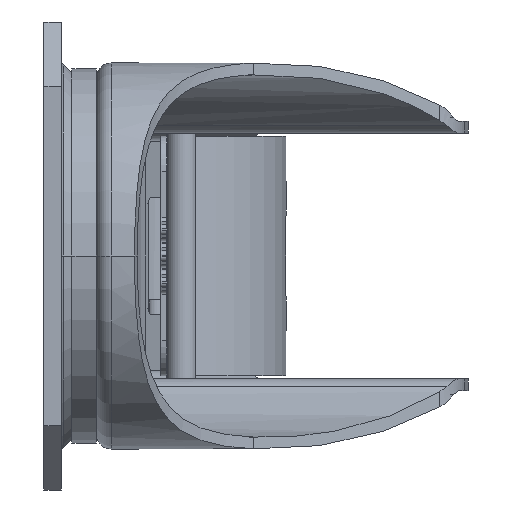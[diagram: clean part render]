
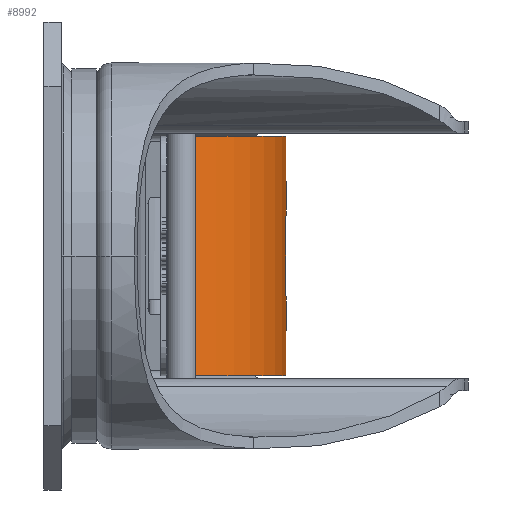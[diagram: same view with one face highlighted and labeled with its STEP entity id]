
A CAD part, left-side view. The second image highlights one B-rep face of the part: STEP entity #8992.
In plain terms, the highlighted cylindrical face has radius 23.731 mm (diameter 47.462 mm), a partial arc.
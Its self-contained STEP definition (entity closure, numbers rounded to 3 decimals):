
#135 = CARTESIAN_POINT ( 'NONE',  ( 82.812, -41.418, 7. ) ) ;
#304 = CARTESIAN_POINT ( 'NONE',  ( 82.674, -41.414, 7. ) ) ;
#438 = CARTESIAN_POINT ( 'NONE',  ( 81.754, -41.363, -6.275 ) ) ;
#545 = CARTESIAN_POINT ( 'NONE',  ( 82.812, -41.418, -7. ) ) ;
#1018 = CIRCLE ( 'NONE', #12548, 23.731 ) ;
#1220 = VECTOR ( 'NONE', #12064, 1000. ) ;
#1268 = CARTESIAN_POINT ( 'NONE',  ( 82.812, -41.418, 7. ) ) ;
#1270 = VERTEX_POINT ( 'NONE', #10239 ) ;
#1319 = CARTESIAN_POINT ( 'NONE',  ( 92.66, -39.589, 7. ) ) ;
#1324 = LINE ( 'NONE', #14365, #5938 ) ;
#1327 = CARTESIAN_POINT ( 'NONE',  ( 81.723, -41.361, 6.138 ) ) ;
#1843 = VERTEX_POINT ( 'NONE', #15933 ) ;
#2074 = FACE_OUTER_BOUND ( 'NONE', #4351, .T. ) ;
#2584 = ORIENTED_EDGE ( 'NONE', *, *, #15688, .F. ) ;
#3084 = VECTOR ( 'NONE', #7716, 1000. ) ;
#3434 = ORIENTED_EDGE ( 'NONE', *, *, #8797, .T. ) ;
#3473 = VERTEX_POINT ( 'NONE', #5739 ) ;
#3557 = CARTESIAN_POINT ( 'NONE',  ( 83.5, -17.697, 20.5 ) ) ;
#3625 = ORIENTED_EDGE ( 'NONE', *, *, #3941, .T. ) ;
#3941 = EDGE_CURVE ( 'NONE', #12160, #15719, #14153, .T. ) ;
#3944 = CARTESIAN_POINT ( 'NONE',  ( 82.538, -41.408, 6.977 ) ) ;
#4080 = EDGE_CURVE ( 'NONE', #1270, #5348, #1018, .T. ) ;
#4091 = DIRECTION ( 'NONE',  ( 0., 0., 1. ) ) ;
#4124 = LINE ( 'NONE', #4194, #6232 ) ;
#4130 = CARTESIAN_POINT ( 'NONE',  ( 81.723, -41.361, -6.139 ) ) ;
#4178 = CARTESIAN_POINT ( 'NONE',  ( 81.871, -41.372, -6.523 ) ) ;
#4194 = CARTESIAN_POINT ( 'NONE',  ( 60.203, -22.214, 20.5 ) ) ;
#4351 = EDGE_LOOP ( 'NONE', ( #12009, #13250, #2584, #3434, #8846, #13643, #6472, #3625, #14576, #7065 ) ) ;
#4552 = CARTESIAN_POINT ( 'NONE',  ( 83.5, -17.697, 20.5 ) ) ;
#4768 = DIRECTION ( 'NONE',  ( 0., 0., -1. ) ) ;
#5114 = CARTESIAN_POINT ( 'NONE',  ( 82.281, -41.397, 6.884 ) ) ;
#5312 = CARTESIAN_POINT ( 'NONE',  ( 83.5, -17.697, 7. ) ) ;
#5319 = CYLINDRICAL_SURFACE ( 'NONE', #8607, 23.731 ) ;
#5348 = VERTEX_POINT ( 'NONE', #5984 ) ;
#5471 = CARTESIAN_POINT ( 'NONE',  ( 82.162, -41.39, -6.815 ) ) ;
#5739 = CARTESIAN_POINT ( 'NONE',  ( 92.66, -39.589, 20.5 ) ) ;
#5812 = CARTESIAN_POINT ( 'NONE',  ( 81.723, -41.361, -6. ) ) ;
#5938 = VECTOR ( 'NONE', #9269, 1000. ) ;
#5984 = CARTESIAN_POINT ( 'NONE',  ( 60.203, -22.214, -20.5 ) ) ;
#6108 = VERTEX_POINT ( 'NONE', #1319 ) ;
#6232 = VECTOR ( 'NONE', #6603, 1000. ) ;
#6301 = CARTESIAN_POINT ( 'NONE',  ( 81.723, -41.361, 6. ) ) ;
#6342 = LINE ( 'NONE', #11306, #3084 ) ;
#6353 = DIRECTION ( 'NONE',  ( 0., -1., 0. ) ) ;
#6472 = ORIENTED_EDGE ( 'NONE', *, *, #7336, .F. ) ;
#6553 = CARTESIAN_POINT ( 'NONE',  ( 92.66, -39.589, -7. ) ) ;
#6591 = CARTESIAN_POINT ( 'NONE',  ( 81.955, -41.378, -6.633 ) ) ;
#6603 = DIRECTION ( 'NONE',  ( 0., 0., -1. ) ) ;
#6647 = DIRECTION ( 'NONE',  ( 0., 1., 0. ) ) ;
#6713 = DIRECTION ( 'NONE',  ( 0., 1., 0. ) ) ;
#6958 = EDGE_CURVE ( 'NONE', #15066, #11468, #11630, .T. ) ;
#7065 = ORIENTED_EDGE ( 'NONE', *, *, #14088, .T. ) ;
#7336 = EDGE_CURVE ( 'NONE', #12160, #1270, #8537, .T. ) ;
#7716 = DIRECTION ( 'NONE',  ( 0., 0., 1. ) ) ;
#7773 = DIRECTION ( 'NONE',  ( 0., 0., -1. ) ) ;
#8334 = CARTESIAN_POINT ( 'NONE',  ( 83.5, -17.697, -20.5 ) ) ;
#8537 = LINE ( 'NONE', #15708, #1220 ) ;
#8607 = AXIS2_PLACEMENT_3D ( 'NONE', #3557, #4768, #6647 ) ;
#8797 = EDGE_CURVE ( 'NONE', #3473, #1843, #14402, .T. ) ;
#8846 = ORIENTED_EDGE ( 'NONE', *, *, #11277, .T. ) ;
#8903 = AXIS2_PLACEMENT_3D ( 'NONE', #5312, #4091, #6713 ) ;
#8992 = ADVANCED_FACE ( 'NONE', ( #2074 ), #5319, .T. ) ;
#9152 = CARTESIAN_POINT ( 'NONE',  ( 82.674, -41.414, -7. ) ) ;
#9269 = DIRECTION ( 'NONE',  ( 0., 0., -1. ) ) ;
#9896 = CIRCLE ( 'NONE', #8903, 23.731 ) ;
#10239 = CARTESIAN_POINT ( 'NONE',  ( 92.66, -39.589, -20.5 ) ) ;
#10376 = AXIS2_PLACEMENT_3D ( 'NONE', #4552, #11849, #12008 ) ;
#10422 = CARTESIAN_POINT ( 'NONE',  ( 81.723, -41.361, 6. ) ) ;
#10824 = DIRECTION ( 'NONE',  ( 0., 0., -1. ) ) ;
#11277 = EDGE_CURVE ( 'NONE', #1843, #5348, #4124, .T. ) ;
#11306 = CARTESIAN_POINT ( 'NONE',  ( 81.723, -41.361, 20.5 ) ) ;
#11451 = CARTESIAN_POINT ( 'NONE',  ( 82.539, -41.409, -6.977 ) ) ;
#11468 = VERTEX_POINT ( 'NONE', #1268 ) ;
#11630 = B_SPLINE_CURVE_WITH_KNOTS ( 'NONE', 3,
 ( #6301, #1327, #13695, #12631, #14952, #15008, #5114, #3944, #304, #135 ),
 .UNSPECIFIED., .F., .F.,
 ( 4, 2, 2, 2, 4 ),
 ( 0., 0., 0.001, 0.001, 0.002 ),
 .UNSPECIFIED. ) ;
#11785 = CARTESIAN_POINT ( 'NONE',  ( 82.812, -41.418, -7. ) ) ;
#11804 = DIRECTION ( 'NONE',  ( 0., -1., 0. ) ) ;
#11849 = DIRECTION ( 'NONE',  ( 0., 0., -1. ) ) ;
#12008 = DIRECTION ( 'NONE',  ( 0., -1., 0. ) ) ;
#12009 = ORIENTED_EDGE ( 'NONE', *, *, #6958, .T. ) ;
#12064 = DIRECTION ( 'NONE',  ( 0., 0., -1. ) ) ;
#12095 = EDGE_CURVE ( 'NONE', #11468, #6108, #9896, .T. ) ;
#12160 = VERTEX_POINT ( 'NONE', #6553 ) ;
#12548 = AXIS2_PLACEMENT_3D ( 'NONE', #8334, #10824, #11804 ) ;
#12631 = CARTESIAN_POINT ( 'NONE',  ( 81.87, -41.372, 6.522 ) ) ;
#12685 = CARTESIAN_POINT ( 'NONE',  ( 83.5, -17.697, -7. ) ) ;
#13250 = ORIENTED_EDGE ( 'NONE', *, *, #12095, .T. ) ;
#13643 = ORIENTED_EDGE ( 'NONE', *, *, #4080, .F. ) ;
#13661 = VERTEX_POINT ( 'NONE', #5812 ) ;
#13695 = CARTESIAN_POINT ( 'NONE',  ( 81.754, -41.363, 6.274 ) ) ;
#13970 = AXIS2_PLACEMENT_3D ( 'NONE', #12685, #7773, #6353 ) ;
#14061 = CARTESIAN_POINT ( 'NONE',  ( 82.28, -41.397, -6.883 ) ) ;
#14088 = EDGE_CURVE ( 'NONE', #13661, #15066, #6342, .T. ) ;
#14153 = CIRCLE ( 'NONE', #13970, 23.731 ) ;
#14365 = CARTESIAN_POINT ( 'NONE',  ( 92.66, -39.589, 20.5 ) ) ;
#14402 = CIRCLE ( 'NONE', #10376, 23.731 ) ;
#14576 = ORIENTED_EDGE ( 'NONE', *, *, #14750, .T. ) ;
#14750 = EDGE_CURVE ( 'NONE', #15719, #13661, #15916, .T. ) ;
#14952 = CARTESIAN_POINT ( 'NONE',  ( 81.955, -41.378, 6.633 ) ) ;
#15008 = CARTESIAN_POINT ( 'NONE',  ( 82.16, -41.39, 6.813 ) ) ;
#15066 = VERTEX_POINT ( 'NONE', #10422 ) ;
#15159 = CARTESIAN_POINT ( 'NONE',  ( 81.723, -41.361, -6. ) ) ;
#15688 = EDGE_CURVE ( 'NONE', #3473, #6108, #1324, .T. ) ;
#15708 = CARTESIAN_POINT ( 'NONE',  ( 92.66, -39.589, 20.5 ) ) ;
#15719 = VERTEX_POINT ( 'NONE', #11785 ) ;
#15916 = B_SPLINE_CURVE_WITH_KNOTS ( 'NONE', 3,
 ( #545, #9152, #11451, #14061, #5471, #6591, #4178, #438, #4130, #15159 ),
 .UNSPECIFIED., .F., .F.,
 ( 4, 2, 2, 2, 4 ),
 ( 0., 0., 0.001, 0.001, 0.002 ),
 .UNSPECIFIED. ) ;
#15933 = CARTESIAN_POINT ( 'NONE',  ( 60.203, -22.214, 20.5 ) ) ;
